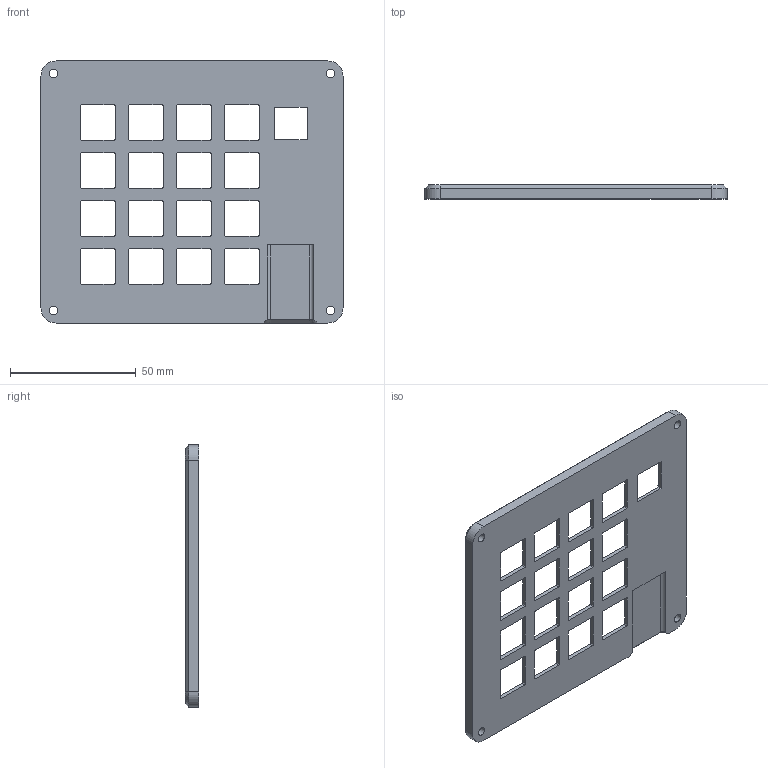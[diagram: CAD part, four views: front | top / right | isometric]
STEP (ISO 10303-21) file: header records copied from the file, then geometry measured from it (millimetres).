
FILE_DESCRIPTION(/* description */ (''),/* implementation_level */ '2;1');
FILE_NAME(/* name */ 'CSLPadTopPlate.step',/* time_stamp */ '2025-06-30T04:22:03-04:00',/* author */ (''),/* organization */ (''),/* preprocessor_version */ 'ST-DEVELOPER v20.1',/* originating_system */ 'Autodesk Translation Framework v14.10.0.0',/* authorisation */ '');
FILE_SCHEMA (('AUTOMOTIVE_DESIGN { 1 0 10303 214 3 1 1 }'));
Length unit declared in the file: millimetre
Products named in the file (1): TopPlate
Bounding box: 119.97 x 5.5 x 104.04 mm (x, y, z)
Volume: 35698.8 mm3; surface area: 22986.9 mm2
Topology: 1 solids, 1 shells, 194 faces, 539 edges, 351 vertices
Faces by surface type: plane 98, cylinder 84, cone 12
Full cylindrical faces by diameter (mm): 3.4 x4, 6 x4
Entity records: 6341 total; most frequent: DIRECTION 1107, CARTESIAN_POINT 1084, ORIENTED_EDGE 1076, EDGE_CURVE 538, AXIS2_PLACEMENT_3D 374, LINE 359, VECTOR 359, VERTEX_POINT 351
